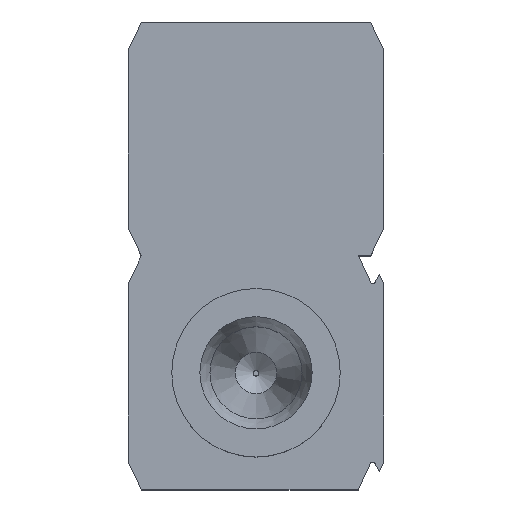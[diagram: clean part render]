
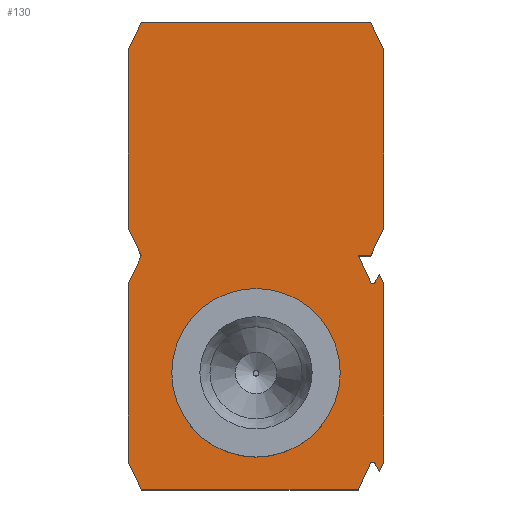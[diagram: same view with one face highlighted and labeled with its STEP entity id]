
A CAD part, top view. The second image highlights one B-rep face of the part: STEP entity #130.
In plain terms, the highlighted planar face has unit normal (0, 0, 1).
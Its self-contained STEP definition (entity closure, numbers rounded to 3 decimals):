
#130=ADVANCED_FACE('',(#508,#510),#512,.T.);
#508=FACE_BOUND('',#509,.T.);
#509=EDGE_LOOP('',(#853,#854,#855,#856,#857,#858,#859,#860,#861,#862,#863,#864,#865,
#866,#867,#868,#869,#870,#871,#872,#873));
#510=FACE_BOUND('',#511,.T.);
#511=EDGE_LOOP('',(#874));
#512=PLANE('',#513);
#513=AXIS2_PLACEMENT_3D('',#514,#515,#516);
#514=CARTESIAN_POINT('',(0.,0.,2.84));
#515=DIRECTION('',(0.,0.,1.));
#516=DIRECTION('',(1.,0.,0.));
#853=ORIENTED_EDGE('',*,*,#1017,.T.);
#854=ORIENTED_EDGE('',*,*,#1018,.T.);
#855=ORIENTED_EDGE('',*,*,#1019,.T.);
#856=ORIENTED_EDGE('',*,*,#1020,.T.);
#857=ORIENTED_EDGE('',*,*,#1021,.T.);
#858=ORIENTED_EDGE('',*,*,#1022,.T.);
#859=ORIENTED_EDGE('',*,*,#1023,.T.);
#860=ORIENTED_EDGE('',*,*,#1024,.T.);
#861=ORIENTED_EDGE('',*,*,#1025,.T.);
#862=ORIENTED_EDGE('',*,*,#1026,.T.);
#863=ORIENTED_EDGE('',*,*,#1027,.T.);
#864=ORIENTED_EDGE('',*,*,#1028,.T.);
#865=ORIENTED_EDGE('',*,*,#1029,.T.);
#866=ORIENTED_EDGE('',*,*,#1030,.T.);
#867=ORIENTED_EDGE('',*,*,#1031,.T.);
#868=ORIENTED_EDGE('',*,*,#1032,.T.);
#869=ORIENTED_EDGE('',*,*,#1033,.T.);
#870=ORIENTED_EDGE('',*,*,#1034,.T.);
#871=ORIENTED_EDGE('',*,*,#1035,.T.);
#872=ORIENTED_EDGE('',*,*,#1036,.T.);
#873=ORIENTED_EDGE('',*,*,#1037,.T.);
#874=ORIENTED_EDGE('',*,*,#1038,.T.);
#1017=EDGE_CURVE('',#1121,#1122,#1123,.F.);
#1018=EDGE_CURVE('',#1122,#1124,#1125,.F.);
#1019=EDGE_CURVE('',#1124,#1126,#1127,.F.);
#1020=EDGE_CURVE('',#1126,#1128,#1129,.T.);
#1021=EDGE_CURVE('',#1128,#1130,#1131,.T.);
#1022=EDGE_CURVE('',#1130,#1132,#1133,.T.);
#1023=EDGE_CURVE('',#1132,#1134,#1135,.T.);
#1024=EDGE_CURVE('',#1134,#1136,#1137,.T.);
#1025=EDGE_CURVE('',#1136,#1138,#1139,.T.);
#1026=EDGE_CURVE('',#1138,#1140,#1141,.T.);
#1027=EDGE_CURVE('',#1140,#1142,#1143,.T.);
#1028=EDGE_CURVE('',#1142,#1144,#1145,.T.);
#1029=EDGE_CURVE('',#1144,#1146,#1147,.T.);
#1030=EDGE_CURVE('',#1146,#1148,#1149,.T.);
#1031=EDGE_CURVE('',#1148,#1150,#1151,.T.);
#1032=EDGE_CURVE('',#1150,#1152,#1153,.F.);
#1033=EDGE_CURVE('',#1152,#1154,#1155,.F.);
#1034=EDGE_CURVE('',#1154,#1156,#1157,.F.);
#1035=EDGE_CURVE('',#1156,#1158,#1159,.T.);
#1036=EDGE_CURVE('',#1158,#1160,#1161,.T.);
#1037=EDGE_CURVE('',#1160,#1121,#1162,.T.);
#1038=EDGE_CURVE('',#1163,#1163,#1164,.F.);
#1121=VERTEX_POINT('',#1311);
#1122=VERTEX_POINT('',#1312);
#1123=LINE('',#1313,#1314);
#1124=VERTEX_POINT('',#1316);
#1125=CIRCLE('',#1317,0.03);
#1126=VERTEX_POINT('',#1321);
#1127=LINE('',#1322,#1323);
#1128=VERTEX_POINT('',#1325);
#1129=LINE('',#1326,#1327);
#1130=VERTEX_POINT('',#1329);
#1131=LINE('',#1330,#1331);
#1132=VERTEX_POINT('',#1333);
#1133=LINE('',#1334,#1335);
#1134=VERTEX_POINT('',#1337);
#1135=LINE('',#1338,#1339);
#1136=VERTEX_POINT('',#1341);
#1137=LINE('',#1342,#1343);
#1138=VERTEX_POINT('',#1345);
#1139=LINE('',#1346,#1347);
#1140=VERTEX_POINT('',#1349);
#1141=LINE('',#1350,#1351);
#1142=VERTEX_POINT('',#1353);
#1143=LINE('',#1354,#1355);
#1144=VERTEX_POINT('',#1357);
#1145=LINE('',#1358,#1359);
#1146=VERTEX_POINT('',#1361);
#1147=LINE('',#1362,#1363);
#1148=VERTEX_POINT('',#1365);
#1149=LINE('',#1366,#1367);
#1150=VERTEX_POINT('',#1369);
#1151=LINE('',#1370,#1371);
#1152=VERTEX_POINT('',#1373);
#1153=LINE('',#1374,#1375);
#1154=VERTEX_POINT('',#1377);
#1155=CIRCLE('',#1378,0.03);
#1156=VERTEX_POINT('',#1382);
#1157=LINE('',#1383,#1384);
#1158=VERTEX_POINT('',#1386);
#1159=LINE('',#1387,#1388);
#1160=VERTEX_POINT('',#1390);
#1161=LINE('',#1391,#1392);
#1162=LINE('',#1394,#1395);
#1163=VERTEX_POINT('',#1397);
#1164=CIRCLE('',#1398,0.66);
#1311=CARTESIAN_POINT('',(1.337,1.073,2.84));
#1312=CARTESIAN_POINT('',(1.297,0.987,2.84));
#1313=CARTESIAN_POINT('',(1.297,0.987,2.84));
#1314=VECTOR('',#1315,1.);
#1315=DIRECTION('',(0.423,0.906,0.));
#1316=CARTESIAN_POINT('',(1.243,0.987,2.84));
#1317=AXIS2_PLACEMENT_3D('',#1318,#1319,#1320);
#1318=CARTESIAN_POINT('',(1.27,1.,2.84));
#1319=DIRECTION('',(-0.,0.,1.));
#1320=DIRECTION('',(-0.906,-0.423,0.));
#1321=CARTESIAN_POINT('',(1.111,1.27,2.84));
#1322=CARTESIAN_POINT('',(1.111,1.27,2.84));
#1323=VECTOR('',#1324,1.);
#1324=DIRECTION('',(0.423,-0.906,0.));
#1325=CARTESIAN_POINT('',(1.245,1.27,2.84));
#1326=CARTESIAN_POINT('',(1.111,1.27,2.84));
#1327=VECTOR('',#1328,1.);
#1328=DIRECTION('',(1.,0.,0.));
#1329=CARTESIAN_POINT('',(1.385,1.57,2.84));
#1330=CARTESIAN_POINT('',(1.245,1.27,2.84));
#1331=VECTOR('',#1332,1.);
#1332=DIRECTION('',(0.423,0.906,0.));
#1333=CARTESIAN_POINT('',(1.385,3.51,2.84));
#1334=CARTESIAN_POINT('',(1.385,1.57,2.84));
#1335=VECTOR('',#1336,1.);
#1336=DIRECTION('',(0.,1.,0.));
#1337=CARTESIAN_POINT('',(1.245,3.81,2.84));
#1338=CARTESIAN_POINT('',(1.385,3.51,2.84));
#1339=VECTOR('',#1340,1.);
#1340=DIRECTION('',(-0.423,0.906,0.));
#1341=CARTESIAN_POINT('',(-1.245,3.81,2.84));
#1342=CARTESIAN_POINT('',(1.245,3.81,2.84));
#1343=VECTOR('',#1344,1.);
#1344=DIRECTION('',(-1.,0.,0.));
#1345=CARTESIAN_POINT('',(-1.385,3.51,2.84));
#1346=CARTESIAN_POINT('',(-1.245,3.81,2.84));
#1347=VECTOR('',#1348,1.);
#1348=DIRECTION('',(-0.423,-0.906,0.));
#1349=CARTESIAN_POINT('',(-1.385,1.57,2.84));
#1350=CARTESIAN_POINT('',(-1.385,3.51,2.84));
#1351=VECTOR('',#1352,1.);
#1352=DIRECTION('',(0.,-1.,0.));
#1353=CARTESIAN_POINT('',(-1.245,1.27,2.84));
#1354=CARTESIAN_POINT('',(-1.385,1.57,2.84));
#1355=VECTOR('',#1356,1.);
#1356=DIRECTION('',(0.423,-0.906,0.));
#1357=CARTESIAN_POINT('',(-1.385,0.97,2.84));
#1358=CARTESIAN_POINT('',(-1.245,1.27,2.84));
#1359=VECTOR('',#1360,1.);
#1360=DIRECTION('',(-0.423,-0.906,0.));
#1361=CARTESIAN_POINT('',(-1.385,-0.97,2.84));
#1362=CARTESIAN_POINT('',(-1.385,0.97,2.84));
#1363=VECTOR('',#1364,1.);
#1364=DIRECTION('',(0.,-1.,0.));
#1365=CARTESIAN_POINT('',(-1.245,-1.27,2.84));
#1366=CARTESIAN_POINT('',(-1.385,-0.97,2.84));
#1367=VECTOR('',#1368,1.);
#1368=DIRECTION('',(0.423,-0.906,0.));
#1369=CARTESIAN_POINT('',(1.111,-1.27,2.84));
#1370=CARTESIAN_POINT('',(-1.245,-1.27,2.84));
#1371=VECTOR('',#1372,1.);
#1372=DIRECTION('',(1.,0.,0.));
#1373=CARTESIAN_POINT('',(1.243,-0.987,2.84));
#1374=CARTESIAN_POINT('',(1.243,-0.987,2.84));
#1375=VECTOR('',#1376,1.);
#1376=DIRECTION('',(-0.423,-0.906,0.));
#1377=CARTESIAN_POINT('',(1.297,-0.987,2.84));
#1378=AXIS2_PLACEMENT_3D('',#1379,#1380,#1381);
#1379=CARTESIAN_POINT('',(1.27,-1.,2.84));
#1380=DIRECTION('',(0.,-0.,1.));
#1381=DIRECTION('',(0.906,0.423,0.));
#1382=CARTESIAN_POINT('',(1.337,-1.073,2.84));
#1383=CARTESIAN_POINT('',(1.337,-1.073,2.84));
#1384=VECTOR('',#1385,1.);
#1385=DIRECTION('',(-0.423,0.906,0.));
#1386=CARTESIAN_POINT('',(1.385,-0.97,2.84));
#1387=CARTESIAN_POINT('',(1.337,-1.073,2.84));
#1388=VECTOR('',#1389,1.);
#1389=DIRECTION('',(0.423,0.906,0.));
#1390=CARTESIAN_POINT('',(1.385,0.97,2.84));
#1391=CARTESIAN_POINT('',(1.385,-0.97,2.84));
#1392=VECTOR('',#1393,1.);
#1393=DIRECTION('',(0.,1.,0.));
#1394=CARTESIAN_POINT('',(1.385,0.97,2.84));
#1395=VECTOR('',#1396,1.);
#1396=DIRECTION('',(-0.423,0.906,0.));
#1397=CARTESIAN_POINT('',(0.66,0.,2.84));
#1398=AXIS2_PLACEMENT_3D('',#1399,#1400,#1401);
#1399=CARTESIAN_POINT('',(0.,0.,2.84));
#1400=DIRECTION('',(0.,0.,1.));
#1401=DIRECTION('',(1.,0.,0.));
